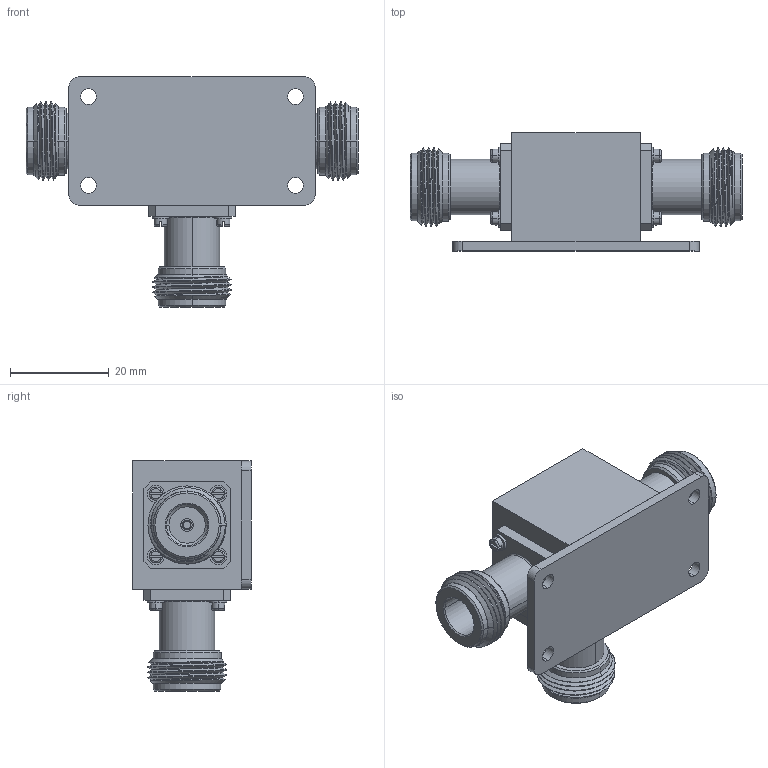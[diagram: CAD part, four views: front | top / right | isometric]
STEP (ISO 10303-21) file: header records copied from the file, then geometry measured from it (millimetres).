
FILE_DESCRIPTION (( 'STEP AP214' ), '1' );
FILE_NAME ('FMDV1202_3D.step', '2023-04-01T06:04:18', ( '' ), ( '' ), 'SwSTEP 2.0', 'SolidWorks 2022', '' );
FILE_SCHEMA (( 'AUTOMOTIVE_DESIGN' ));
Length unit declared in the file: millimetre
Products named in the file (4): Copy of SCR,M2x4,RndHdSlot^FMDV1202; FMDV1202_3D; Copy of PE4444^FMDV1202; Copy of POWER DIVIDER ENCLOSURE^FMDV1202
Assembly tree (16 placements, depth 2):
  FMDV1202_3D
    Copy of POWER DIVIDER ENCLOSURE^FMDV1202
    Copy of PE4444^FMDV1202  x3
    Copy of SCR,M2x4,RndHdSlot^FMDV1202  x12
Bounding box: 67.4 x 24 x 46.7 mm (x, y, z)
Volume: 25510.5 mm3; surface area: 14991.3 mm2
Topology: 17 solids, 20 shells, 528 faces, 1254 edges, 814 vertices
Faces by surface type: plane 216, cylinder 195, cone 66, torus 42, bspline 9
Entity records: 6013 total; most frequent: CARTESIAN_POINT 2096, DIRECTION 766, ORIENTED_EDGE 688, EDGE_CURVE 344, AXIS2_PLACEMENT_3D 303, VERTEX_POINT 223, EDGE_LOOP 169, LINE 160
